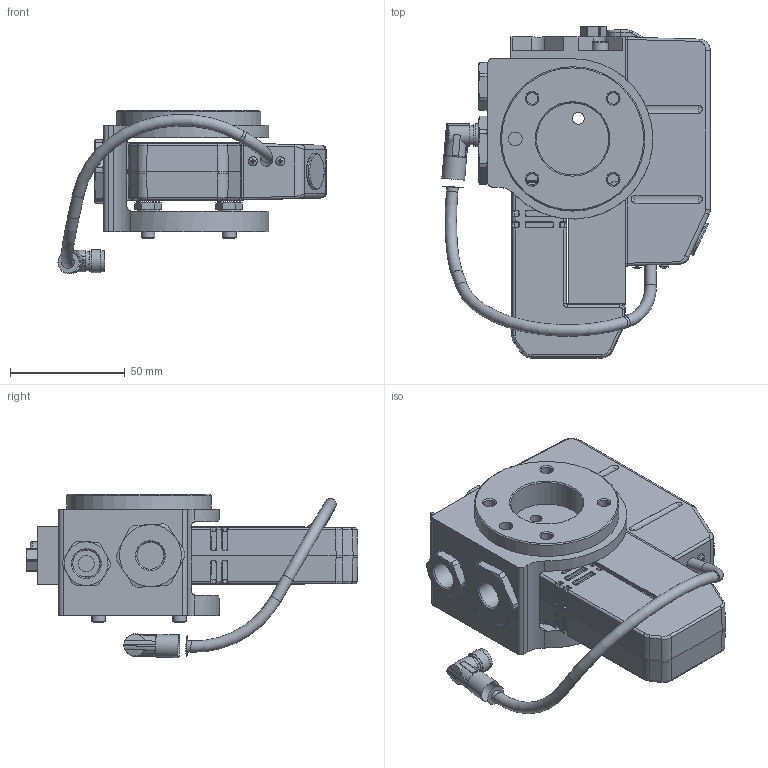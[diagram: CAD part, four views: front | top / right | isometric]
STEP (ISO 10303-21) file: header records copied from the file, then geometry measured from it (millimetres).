
FILE_DESCRIPTION(/* description */ (''),/* implementation_level */ '2;1');
FILE_NAME(/* name */ 'CEA xxxxx xx0_Simplify_1.stp',/* time_stamp */ '2021-10-12T12:09:48+02:00',/* author */ ('Lars'),/* organization */ ('AVAC Vakuumteknik AB'),/* preprocessor_version */ 'ST-DEVELOPER v18.1',/* originating_system */ 'Autodesk Inventor 2022',/* authorisation */ '');
FILE_SCHEMA (('AUTOMOTIVE_DESIGN { 1 0 10303 214 3 1 1 }'));
Length unit declared in the file: millimetre
Products named in the file (1): CEA xxxxx xx0_Simplify_1
Bounding box: 117.06 x 144.85 x 71.31 mm (x, y, z)
Volume: 330246.6 mm3; surface area: 68167.2 mm2
Topology: 1 solids, 5 shells, 947 faces, 2321 edges, 1425 vertices
Faces by surface type: cylinder 343, plane 336, bspline 130, cone 96, torus 30, sphere 12
Full cylindrical faces by diameter (mm): 3 x1, 5 x8, 5.2 x3, 5.54 x1, 5.68 x1, 6 x5, 6.2 x4, 7 x3, 7.1 x1, 8.3 x1, 9.3 x2, 10 x6, 11.8 x2, 15.7 x1, 31.5 x2, 63 x2
Entity records: 32599 total; most frequent: CARTESIAN_POINT 10622, DIRECTION 4641, ORIENTED_EDGE 4626, EDGE_CURVE 2313, AXIS2_PLACEMENT_3D 1815, VERTEX_POINT 1423, LINE 1011, VECTOR 1011
